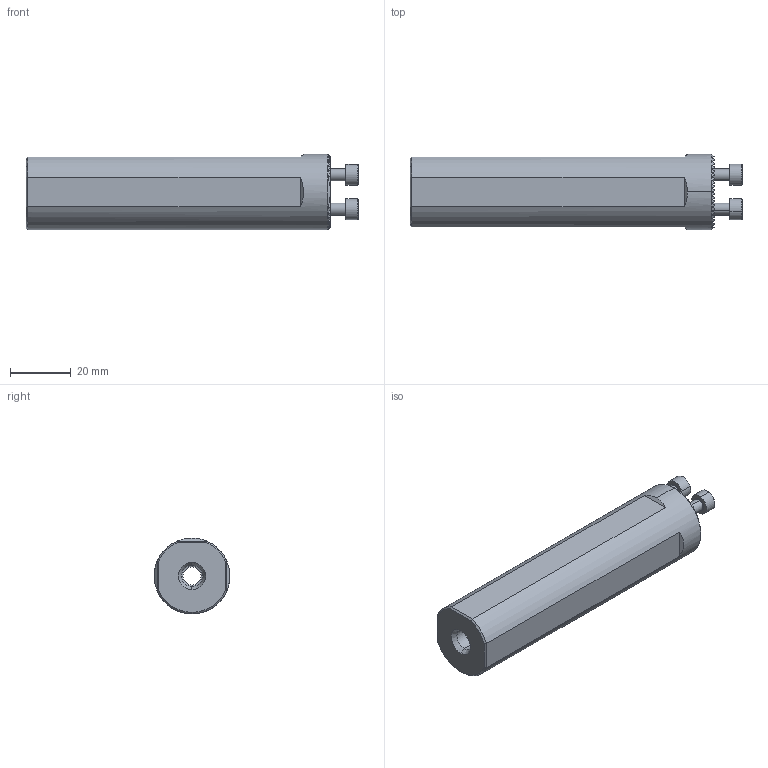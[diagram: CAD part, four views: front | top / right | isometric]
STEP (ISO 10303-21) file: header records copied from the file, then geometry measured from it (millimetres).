
FILE_DESCRIPTION (( 'STEP AP214' ), '1' );
FILE_NAME ('U25.WK3.025.100.STEP', '2023-12-06T06:04:52', ( '' ), ( '' ), 'SwSTEP 2.0', 'SolidWorks 2017', '' );
FILE_SCHEMA (( 'AUTOMOTIVE_DESIGN' ));
Length unit declared in the file: millimetre
Products named in the file (4): DIN 3771 - 6x1; ISO 4762 - M4 x 12; U25.WK3.025.100; U25-WK3.025.100_A
Assembly tree (5 placements, depth 2):
  U25.WK3.025.100
    U25-WK3.025.100_A
    ISO 4762 - M4 x 12  x3
    DIN 3771 - 6x1
Bounding box: 109.5 x 25 x 25 mm (x, y, z)
Volume: 43922.9 mm3; surface area: 12542.2 mm2
Topology: 5 solids, 5 shells, 318 faces, 848 edges, 532 vertices
Faces by surface type: plane 188, cylinder 72, cone 42, torus 16
Entity records: 9470 total; most frequent: CARTESIAN_POINT 2874, ORIENTED_EDGE 1444, DIRECTION 1172, EDGE_CURVE 722, VERTEX_POINT 466, AXIS2_PLACEMENT_3D 452, EDGE_LOOP 270, B_SPLINE_CURVE_WITH_KNOTS 270
